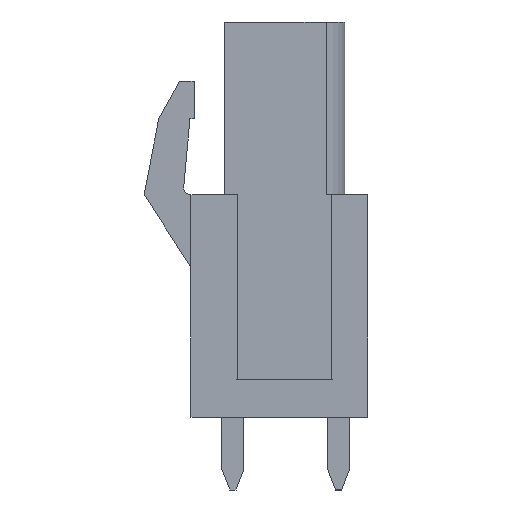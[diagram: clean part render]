
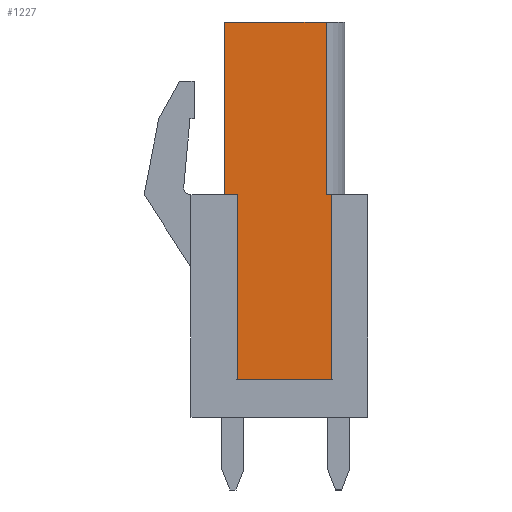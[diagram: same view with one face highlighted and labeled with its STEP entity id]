
A CAD part, left-side view. The second image highlights one B-rep face of the part: STEP entity #1227.
In plain terms, the highlighted planar face has unit normal (-1, 0, 0).
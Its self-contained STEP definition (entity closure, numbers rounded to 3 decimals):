
#1227 = ADVANCED_FACE( '', ( #2545 ), #2546, .T. );
#2545 = FACE_OUTER_BOUND( '', #3953, .T. );
#2546 = PLANE( '', #3954 );
#3953 = EDGE_LOOP( '', ( #7441, #7442, #7443, #7444, #7445, #7446, #7447 ) );
#3954 = AXIS2_PLACEMENT_3D( '', #7448, #7449, #7450 );
#7441 = ORIENTED_EDGE( '', *, *, #10108, .T. );
#7442 = ORIENTED_EDGE( '', *, *, #10109, .T. );
#7443 = ORIENTED_EDGE( '', *, *, #9295, .T. );
#7444 = ORIENTED_EDGE( '', *, *, #9268, .T. );
#7445 = ORIENTED_EDGE( '', *, *, #9667, .T. );
#7446 = ORIENTED_EDGE( '', *, *, #9567, .F. );
#7447 = ORIENTED_EDGE( '', *, *, #9347, .F. );
#7448 = CARTESIAN_POINT( '', ( -18.1, 0., 0. ) );
#7449 = DIRECTION( '', ( -1., 0., 0. ) );
#7450 = DIRECTION( '', ( 0., 0., 1. ) );
#9268 = EDGE_CURVE( '', #11444, #10792, #11447, .T. );
#9295 = EDGE_CURVE( '', #11495, #11444, #11496, .T. );
#9347 = EDGE_CURVE( '', #11577, #11572, #11579, .T. );
#9567 = EDGE_CURVE( '', #11572, #11922, #11923, .T. );
#9667 = EDGE_CURVE( '', #10792, #11922, #12059, .T. );
#10108 = EDGE_CURVE( '', #11577, #12620, #12621, .T. );
#10109 = EDGE_CURVE( '', #12620, #11495, #12622, .T. );
#10792 = VERTEX_POINT( '', #13523 );
#11444 = VERTEX_POINT( '', #14497 );
#11447 = LINE( '', #14502, #14503 );
#11495 = VERTEX_POINT( '', #14573 );
#11496 = LINE( '', #14574, #14575 );
#11572 = VERTEX_POINT( '', #14681 );
#11577 = VERTEX_POINT( '', #14688 );
#11579 = LINE( '', #14691, #14692 );
#11922 = VERTEX_POINT( '', #15207 );
#11923 = LINE( '', #15208, #15209 );
#12059 = LINE( '', #15430, #15431 );
#12620 = VERTEX_POINT( '', #16275 );
#12621 = LINE( '', #16276, #16277 );
#12622 = LINE( '', #16278, #16279 );
#13523 = CARTESIAN_POINT( '', ( -18.1, 2.65, 0. ) );
#14497 = CARTESIAN_POINT( '', ( -18.1, 2.65, 8.3 ) );
#14502 = CARTESIAN_POINT( '', ( -18.1, 2.65, 8.3 ) );
#14503 = VECTOR( '', #17241, 1000. );
#14573 = CARTESIAN_POINT( '', ( -18.1, -2.25, 8.3 ) );
#14574 = CARTESIAN_POINT( '', ( -18.1, -3.15, 8.3 ) );
#14575 = VECTOR( '', #17273, 1000. );
#14681 = CARTESIAN_POINT( '', ( -18.1, -3.15, -8.9 ) );
#14688 = CARTESIAN_POINT( '', ( -18.1, -3.15, 0. ) );
#14691 = CARTESIAN_POINT( '', ( -18.1, -3.15, 0. ) );
#14692 = VECTOR( '', #17328, 1000. );
#15207 = CARTESIAN_POINT( '', ( -18.1, 2.65, -8.9 ) );
#15208 = CARTESIAN_POINT( '', ( -18.1, -4.25, -8.9 ) );
#15209 = VECTOR( '', #17526, 1000. );
#15430 = CARTESIAN_POINT( '', ( -18.1, 2.65, 0. ) );
#15431 = VECTOR( '', #17619, 1000. );
#16275 = CARTESIAN_POINT( '', ( -18.1, -2.25, 0. ) );
#16276 = CARTESIAN_POINT( '', ( -18.1, 0., 0. ) );
#16277 = VECTOR( '', #17984, 1000. );
#16278 = CARTESIAN_POINT( '', ( -18.1, -2.25, 0. ) );
#16279 = VECTOR( '', #17985, 1000. );
#17241 = DIRECTION( '', ( 0., 0., -1. ) );
#17273 = DIRECTION( '', ( 0., 1., 0. ) );
#17328 = DIRECTION( '', ( 0., 0., -1. ) );
#17526 = DIRECTION( '', ( 0., 1., 0. ) );
#17619 = DIRECTION( '', ( 0., 0., -1. ) );
#17984 = DIRECTION( '', ( 0., 1., 0. ) );
#17985 = DIRECTION( '', ( 0., 0., 1. ) );
